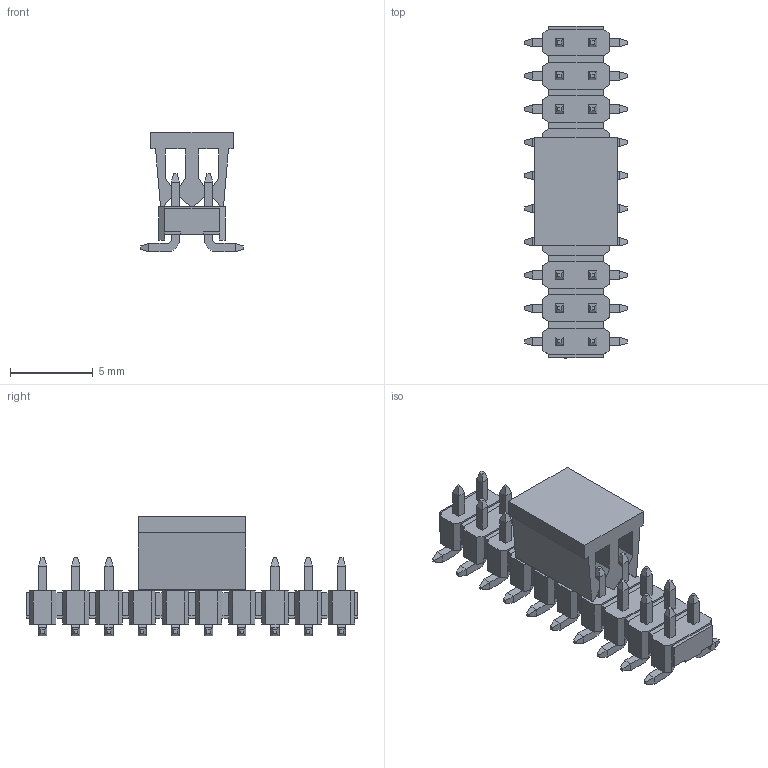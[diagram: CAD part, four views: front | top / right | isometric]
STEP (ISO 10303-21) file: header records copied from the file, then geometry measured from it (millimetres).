
FILE_DESCRIPTION(/* description */ ('Unknown'),/* implementation_level */ '2;1');
FILE_NAME(/* name */ 'J_Wurth_WR-PHD_621320245821',/* time_stamp */ '2025-04-24T13:43:12+08:00',/* author */ ('Unknown'),/* organization */ ('Unknown'),/* preprocessor_version */ 'ST-DEVELOPER v19.4',/* originating_system */ 'Solid Edge',/* authorisation */ 'Unknown');
FILE_SCHEMA (('AUTOMOTIVE_DESIGN {1 0 10303 214 3 1 1}'));
Length unit declared in the file: millimetre
Products named in the file (2): J_Wurth_WR-PHD_621320245821
Assembly tree (1 placements, depth 2):
  J_Wurth_WR-PHD_621320245821
    J_Wurth_WR-PHD_621320245821
Bounding box: 6.2 x 20 x 7.2 mm (x, y, z)
Volume: 225.5 mm3; surface area: 812.9 mm2
Topology: 22 solids, 22 shells, 720 faces, 1784 edges, 1108 vertices
Faces by surface type: plane 677, cylinder 43
Entity records: 20878 total; most frequent: CARTESIAN_POINT 3614, ORIENTED_EDGE 3568, DIRECTION 3314, EDGE_CURVE 1784, LINE 1698, VECTOR 1698, VERTEX_POINT 1108, AXIS2_PLACEMENT_3D 808
